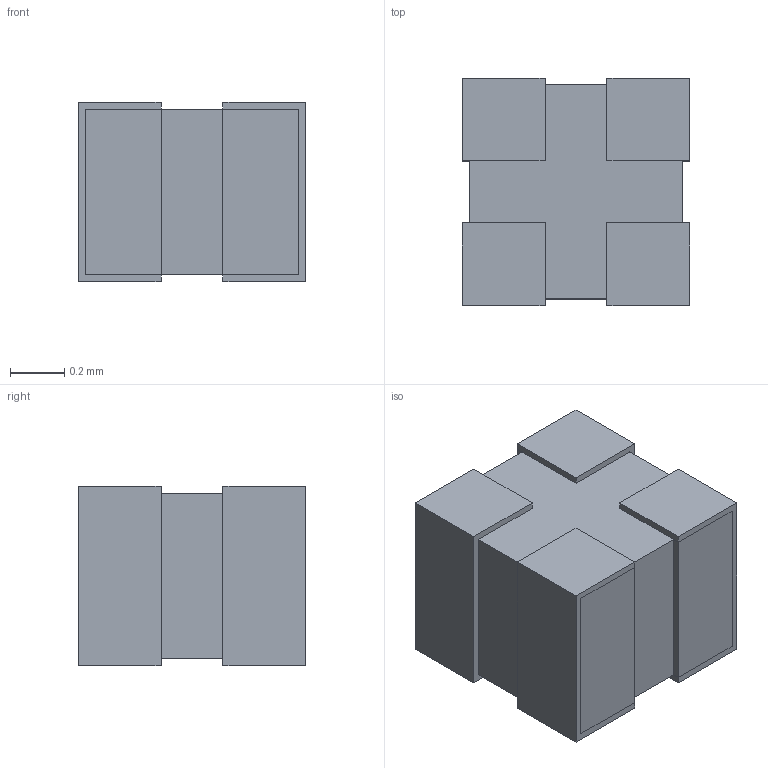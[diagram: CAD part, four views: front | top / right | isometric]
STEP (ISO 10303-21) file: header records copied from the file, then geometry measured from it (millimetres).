
FILE_DESCRIPTION(('STEP AP214'),'1');
FILE_NAME('B39D3RGB-F6C0001HOU1930_HVK','2024-08-16T09:07:49',(''),(''),'','','');
FILE_SCHEMA(('AUTOMOTIVE_DESIGN'));
Length unit declared in the file: millimetre
Products named in the file (1): product
Bounding box: 0.84 x 0.84 x 0.66 mm (x, y, z)
Volume: 0.4 mm3; surface area: 8 mm2
Topology: 9 solids, 9 shells, 70 faces, 156 edges, 104 vertices
Faces by surface type: plane 70
Entity records: 1966 total; most frequent: ORIENTED_EDGE 312, DIRECTION 298, CARTESIAN_POINT 175, EDGE_CURVE 156, LINE 156, VECTOR 156, VERTEX_POINT 104, AXIS2_PLACEMENT_3D 71
